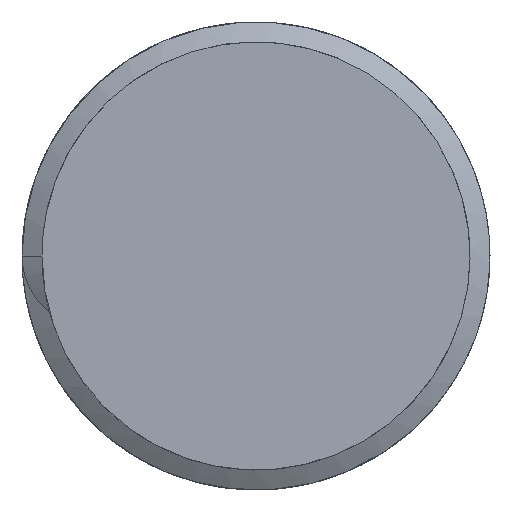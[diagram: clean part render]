
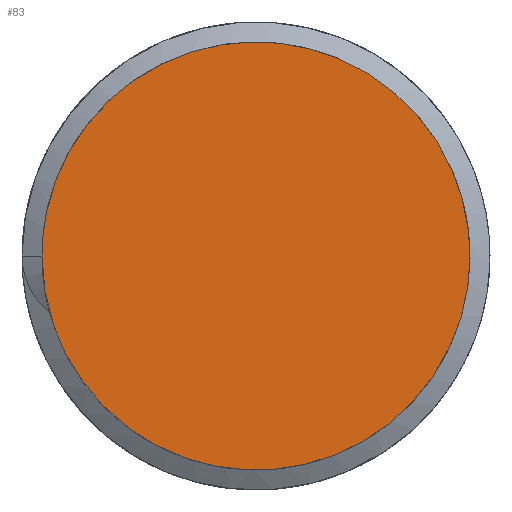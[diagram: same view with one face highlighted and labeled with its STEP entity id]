
A CAD part, left-side view. The second image highlights one B-rep face of the part: STEP entity #83.
In plain terms, the highlighted free-form (B-spline) face has degree [1, 1] with [2, 2] control points.
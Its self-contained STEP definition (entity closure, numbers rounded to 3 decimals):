
#62=CARTESIAN_POINT('',(0.,-25.05,25.05));
#63=CARTESIAN_POINT('',(0.,-25.05,-25.05));
#64=CARTESIAN_POINT('',(0.,25.05,25.05));
#65=CARTESIAN_POINT('',(0.,25.05,-25.05));
#66=B_SPLINE_SURFACE_WITH_KNOTS('',1,1,((#62,#63),(#64,#65)),.PLANE_SURF.,.F.,.F.,.U.,(2,2),(2,2),(-1.,2.),(-1.,2.),.UNSPECIFIED.);
#67=CARTESIAN_POINT('',(0.,8.35,0.));
#68=VERTEX_POINT('',#67);
#69=CARTESIAN_POINT('',(0.,8.35,0.));
#70=CARTESIAN_POINT('',(0.,8.35,-8.35));
#71=CARTESIAN_POINT('',(0.,0.,-8.35));
#72=CARTESIAN_POINT('',(0.,-8.35,-8.35));
#73=CARTESIAN_POINT('',(0.,-8.35,0.));
#74=CARTESIAN_POINT('',(0.,-8.35,8.35));
#75=CARTESIAN_POINT('',(0.,0.,8.35));
#76=CARTESIAN_POINT('',(0.,8.35,8.35));
#77=CARTESIAN_POINT('',(0.,8.35,0.));
#78=(BOUNDED_CURVE()B_SPLINE_CURVE(2,(#69,#70,#71,#72,#73,#74,#75,#76,#77),.CIRCULAR_ARC.,.T.,.U.)B_SPLINE_CURVE_WITH_KNOTS((3,2,2,2,3),(0.,0.25,0.5,0.75,1.),.UNSPECIFIED.)CURVE()GEOMETRIC_REPRESENTATION_ITEM()RATIONAL_B_SPLINE_CURVE((1.,0.707,1.,0.707,1.,0.707,1.,0.707,1.))REPRESENTATION_ITEM(''));
#79=EDGE_CURVE('',#68,#68,#78,.T.);
#80=ORIENTED_EDGE('',*,*,#79,.T.);
#81=EDGE_LOOP('',(#80));
#82=FACE_OUTER_BOUND('',#81,.T.);
#83=ADVANCED_FACE('',(#82),#66,.T.);
